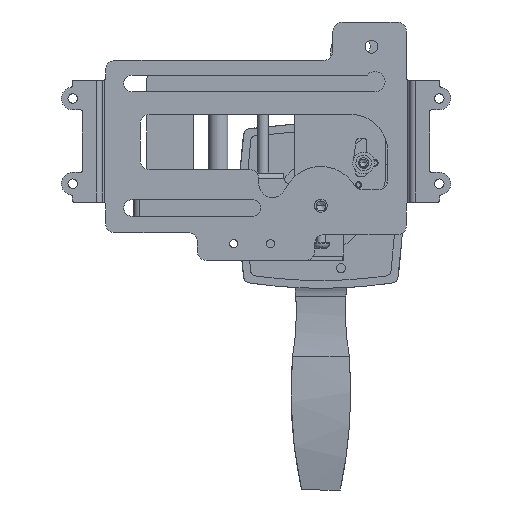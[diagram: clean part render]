
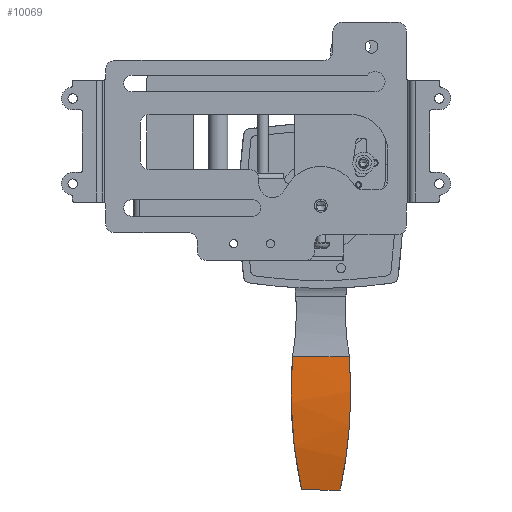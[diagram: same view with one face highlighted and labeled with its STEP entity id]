
A CAD part, front view. The second image highlights one B-rep face of the part: STEP entity #10069.
In plain terms, the highlighted cylindrical face has radius 206.751 mm (diameter 413.501 mm), a partial arc.
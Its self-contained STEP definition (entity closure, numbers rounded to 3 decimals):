
#443 = CARTESIAN_POINT ( 'NONE',  ( 78.596, 420.868, -130.433 ) ) ;
#495 = B_SPLINE_CURVE_WITH_KNOTS ( 'NONE', 3,
 ( #10084, #6824, #1739, #443, #6604, #14656, #3522, #11683 ),
 .UNSPECIFIED., .F., .F.,
 ( 4, 2, 2, 4 ),
 ( 0.054, 0.059, 0.064, 0.073 ),
 .UNSPECIFIED. ) ;
#903 = B_SPLINE_CURVE_WITH_KNOTS ( 'NONE', 3,
 ( #17699, #20979, #5197, #8359, #19276, #8053 ),
 .UNSPECIFIED., .F., .F.,
 ( 4, 2, 4 ),
 ( 0., 0.027, 0.054 ),
 .UNSPECIFIED. ) ;
#970 = EDGE_CURVE ( 'NONE', #4326, #6411, #495, .T. ) ;
#1103 = CARTESIAN_POINT ( 'NONE',  ( 47.166, 422.101, -160.663 ) ) ;
#1695 = VECTOR ( 'NONE', #6416, 1000. ) ;
#1736 = CARTESIAN_POINT ( 'NONE',  ( 77.946, 421.649, -117.673 ) ) ;
#1739 = CARTESIAN_POINT ( 'NONE',  ( 78.657, 420.798, -133.633 ) ) ;
#1746 = VERTEX_POINT ( 'NONE', #14709 ) ;
#1862 = CARTESIAN_POINT ( 'NONE',  ( 77.946, 421.649, -117.673 ) ) ;
#2553 = CARTESIAN_POINT ( 'NONE',  ( 51.839, 427.901, -190.357 ) ) ;
#2673 = VERTEX_POINT ( 'NONE', #2553 ) ;
#2953 = EDGE_CURVE ( 'NONE', #7142, #4326, #903, .T. ) ;
#3214 = CARTESIAN_POINT ( 'NONE',  ( 49.513, 425.01, -178.603 ) ) ;
#3306 = CARTESIAN_POINT ( 'NONE',  ( 46.1, 420.772, -142.379 ) ) ;
#3479 = DIRECTION ( 'NONE',  ( 0., 0., 1. ) ) ;
#3522 = CARTESIAN_POINT ( 'NONE',  ( 78.187, 421.357, -120.855 ) ) ;
#3788 = CARTESIAN_POINT ( 'NONE',  ( 133.2, 427.901, -190.357 ) ) ;
#4326 = VERTEX_POINT ( 'NONE', #8411 ) ;
#4812 = CARTESIAN_POINT ( 'NONE',  ( 46.842, 421.649, -117.673 ) ) ;
#4829 = ORIENTED_EDGE ( 'NONE', *, *, #18724, .T. ) ;
#5197 = CARTESIAN_POINT ( 'NONE',  ( 76.251, 423.799, -172.893 ) ) ;
#5695 = ORIENTED_EDGE ( 'NONE', *, *, #970, .T. ) ;
#6115 = VECTOR ( 'NONE', #10239, 1000. ) ;
#6411 = VERTEX_POINT ( 'NONE', #1862 ) ;
#6416 = DIRECTION ( 'NONE',  ( -1., 0., 0. ) ) ;
#6596 = CARTESIAN_POINT ( 'NONE',  ( 46.375, 421.085, -123.822 ) ) ;
#6604 = CARTESIAN_POINT ( 'NONE',  ( 78.551, 420.922, -128.835 ) ) ;
#6816 = CARTESIAN_POINT ( 'NONE',  ( 46.842, 421.649, -117.673 ) ) ;
#6824 = CARTESIAN_POINT ( 'NONE',  ( 78.672, 420.782, -135.236 ) ) ;
#7043 = ORIENTED_EDGE ( 'NONE', *, *, #2953, .T. ) ;
#7142 = VERTEX_POINT ( 'NONE', #17606 ) ;
#7974 = CARTESIAN_POINT ( 'NONE',  ( 51.839, 427.901, -190.357 ) ) ;
#8053 = CARTESIAN_POINT ( 'NONE',  ( 78.672, 420.784, -136.838 ) ) ;
#8188 = CARTESIAN_POINT ( 'NONE',  ( 77.936, 421.654, -117.621 ) ) ;
#8246 = DIRECTION ( 'NONE',  ( -1., 0., 0. ) ) ;
#8294 = EDGE_CURVE ( 'NONE', #17322, #6411, #9278, .T. ) ;
#8359 = CARTESIAN_POINT ( 'NONE',  ( 78.175, 421.415, -155.056 ) ) ;
#8411 = CARTESIAN_POINT ( 'NONE',  ( 78.672, 420.784, -136.838 ) ) ;
#8767 = CARTESIAN_POINT ( 'NONE',  ( 46.87, 421.663, -117.519 ) ) ;
#9241 = ORIENTED_EDGE ( 'NONE', *, *, #16961, .F. ) ;
#9278 = B_SPLINE_CURVE_WITH_KNOTS ( 'NONE', 3,
 ( #12861, #19503, #8188, #1736 ),
 .UNSPECIFIED., .F., .F.,
 ( 4, 4 ),
 ( 0., 0. ),
 .UNSPECIFIED. ) ;
#9671 = CARTESIAN_POINT ( 'NONE',  ( 47.809, 422.898, -166.681 ) ) ;
#9845 = CYLINDRICAL_SURFACE ( 'NONE', #16508, 206.751 ) ;
#9972 = EDGE_LOOP ( 'NONE', ( #9241, #7043, #5695, #10540, #4829, #10458, #16069 ) ) ;
#10069 = ADVANCED_FACE ( 'NONE', ( #11637 ), #9845, .T. ) ;
#10084 = CARTESIAN_POINT ( 'NONE',  ( 78.672, 420.784, -136.838 ) ) ;
#10239 = DIRECTION ( 'NONE',  ( -1., 0., 0. ) ) ;
#10306 = B_SPLINE_CURVE_WITH_KNOTS ( 'NONE', 3,
 ( #7974, #19192, #3214, #9671, #1103, #11675, #3306, #16349, #6596, #6816 ),
 .UNSPECIFIED., .F., .F.,
 ( 4, 2, 2, 2, 4 ),
 ( 0., 0.018, 0.037, 0.055, 0.073 ),
 .UNSPECIFIED. ) ;
#10458 = ORIENTED_EDGE ( 'NONE', *, *, #18081, .T. ) ;
#10540 = ORIENTED_EDGE ( 'NONE', *, *, #8294, .F. ) ;
#10593 = B_SPLINE_CURVE_WITH_KNOTS ( 'NONE', 3,
 ( #8767, #11747, #15242, #4812 ),
 .UNSPECIFIED., .F., .F.,
 ( 4, 4 ),
 ( 0., 0. ),
 .UNSPECIFIED. ) ;
#10598 = VERTEX_POINT ( 'NONE', #18983 ) ;
#11631 = LINE ( 'NONE', #3788, #6115 ) ;
#11637 = FACE_OUTER_BOUND ( 'NONE', #9972, .T. ) ;
#11675 = CARTESIAN_POINT ( 'NONE',  ( 46.311, 421.038, -148.513 ) ) ;
#11683 = CARTESIAN_POINT ( 'NONE',  ( 77.946, 421.649, -117.673 ) ) ;
#11747 = CARTESIAN_POINT ( 'NONE',  ( 46.861, 421.659, -117.57 ) ) ;
#12861 = CARTESIAN_POINT ( 'NONE',  ( 77.918, 421.663, -117.519 ) ) ;
#14268 = LINE ( 'NONE', #19014, #1695 ) ;
#14656 = CARTESIAN_POINT ( 'NONE',  ( 78.369, 421.139, -124.044 ) ) ;
#14709 = CARTESIAN_POINT ( 'NONE',  ( 46.87, 421.663, -117.519 ) ) ;
#14778 = CARTESIAN_POINT ( 'NONE',  ( 77.918, 421.663, -117.519 ) ) ;
#15242 = CARTESIAN_POINT ( 'NONE',  ( 46.851, 421.654, -117.621 ) ) ;
#16069 = ORIENTED_EDGE ( 'NONE', *, *, #19233, .F. ) ;
#16317 = CARTESIAN_POINT ( 'NONE',  ( 133.2, 627.534, -136.574 ) ) ;
#16349 = CARTESIAN_POINT ( 'NONE',  ( 46.132, 420.795, -129.993 ) ) ;
#16508 = AXIS2_PLACEMENT_3D ( 'NONE', #16317, #8246, #3479 ) ;
#16961 = EDGE_CURVE ( 'NONE', #7142, #2673, #11631, .T. ) ;
#17322 = VERTEX_POINT ( 'NONE', #14778 ) ;
#17606 = CARTESIAN_POINT ( 'NONE',  ( 72.948, 427.901, -190.357 ) ) ;
#17699 = CARTESIAN_POINT ( 'NONE',  ( 72.948, 427.901, -190.357 ) ) ;
#18081 = EDGE_CURVE ( 'NONE', #1746, #10598, #10593, .T. ) ;
#18724 = EDGE_CURVE ( 'NONE', #17322, #1746, #14268, .T. ) ;
#18983 = CARTESIAN_POINT ( 'NONE',  ( 46.842, 421.649, -117.673 ) ) ;
#19014 = CARTESIAN_POINT ( 'NONE',  ( 133.2, 421.663, -117.519 ) ) ;
#19192 = CARTESIAN_POINT ( 'NONE',  ( 50.574, 426.326, -184.508 ) ) ;
#19233 = EDGE_CURVE ( 'NONE', #2673, #10598, #10306, .T. ) ;
#19276 = CARTESIAN_POINT ( 'NONE',  ( 78.672, 420.795, -146.013 ) ) ;
#19503 = CARTESIAN_POINT ( 'NONE',  ( 77.927, 421.659, -117.57 ) ) ;
#20979 = CARTESIAN_POINT ( 'NONE',  ( 74.824, 425.565, -181.686 ) ) ;
